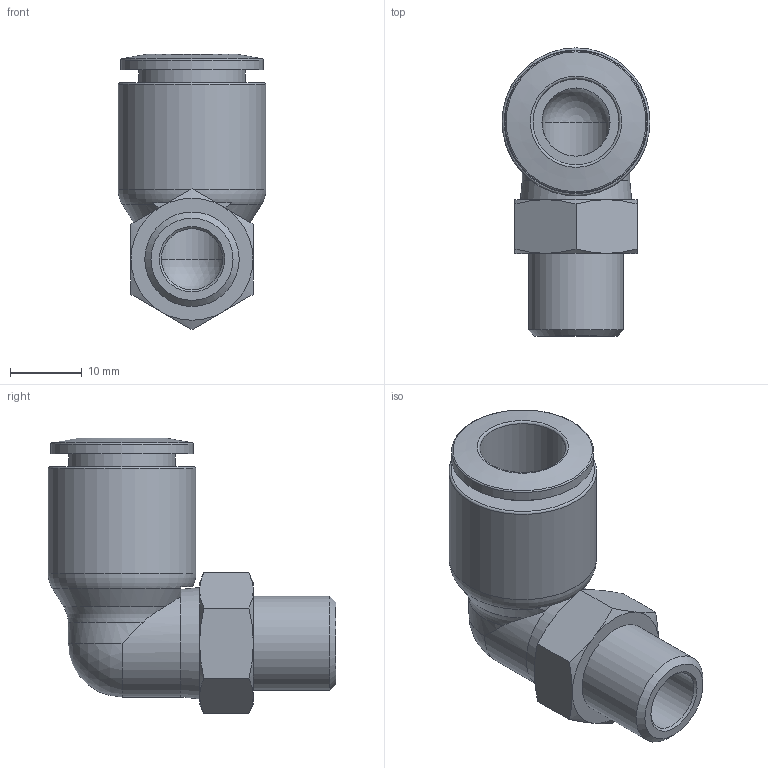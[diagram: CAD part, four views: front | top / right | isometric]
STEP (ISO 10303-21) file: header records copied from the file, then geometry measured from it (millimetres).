
FILE_DESCRIPTION(/* description */ ('STEP AP214'),/* implementation_level */ '2;1');
FILE_NAME(/* name */ '8158786_NPQE-L-R14-Q12-F1A-P10',/* time_stamp */ '2024-09-10T06:34:21+02:00',/* author */ ('License CC BY-ND 4.0'),/* organization */ ('CADENAS'),/* preprocessor_version */ 'ST-DEVELOPER v19.3',/* originating_system */ 'PARTsolutions',/* authorisation */ ' ');
FILE_SCHEMA (('AUTOMOTIVE_DESIGN {1 0 10303 214 3 1 1}'));
Length unit declared in the file: millimetre
Products named in the file (1): 8158786 NPQE-L-R14-Q12-F1A-P10---(high)
Bounding box: 20.6 x 40.1 x 38.36 mm (x, y, z)
Volume: 8389.7 mm3; surface area: 5667 mm2
Topology: 1 solids, 1 shells, 49 faces, 106 edges, 62 vertices
Faces by surface type: cone 17, plane 15, cylinder 10, torus 5, sphere 2
Full cylindrical faces by diameter (mm): 8.5 x1, 9.5 x2, 12 x1, 13.157 x1, 14.9 x1, 19.8 x1, 20.6 x1
Entity records: 1597 total; most frequent: CARTESIAN_POINT 290, DIRECTION 197, ORIENTED_EDGE 168, AXIS2_PLACEMENT_3D 95, EDGE_CURVE 84, EDGE_LOOP 72, FACE_BOUND 72, VERTEX_POINT 58
